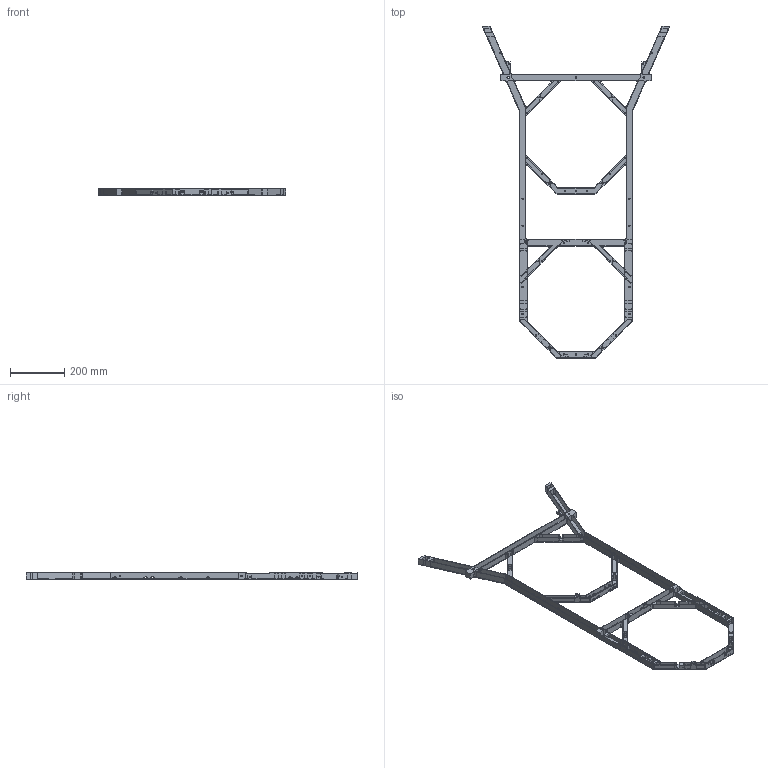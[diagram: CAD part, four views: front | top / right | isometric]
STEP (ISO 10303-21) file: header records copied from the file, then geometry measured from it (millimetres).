
FILE_DESCRIPTION((''),'2;1');
FILE_NAME('D060462','2009-09-02T',('jod22'),(''),'PRO/ENGINEER BY PARAMETRIC TECHNOLOGY CORPORATION, 2005380','PRO/ENGINEER BY PARAMETRIC TECHNOLOGY CORPORATION, 2005380','');
FILE_SCHEMA(('CONFIG_CONTROL_DESIGN'));
Length unit declared in the file: millimetre
Products named in the file (1): D060462
Bounding box: 692.82 x 1225.79 x 25 mm (x, y, z)
Volume: 811259.9 mm3; surface area: 668013.5 mm2
Topology: 1 solids, 35 shells, 937 faces, 2774 edges, 1860 vertices
Faces by surface type: cylinder 518, plane 415, cone 4
Entity records: 32127 total; most frequent: DIRECTION 5710, CARTESIAN_POINT 5618, ORIENTED_EDGE 5404, EDGE_CURVE 2770, AXIS2_PLACEMENT_3D 2014, VERTEX_POINT 1860, VECTOR 1682, LINE 1682
